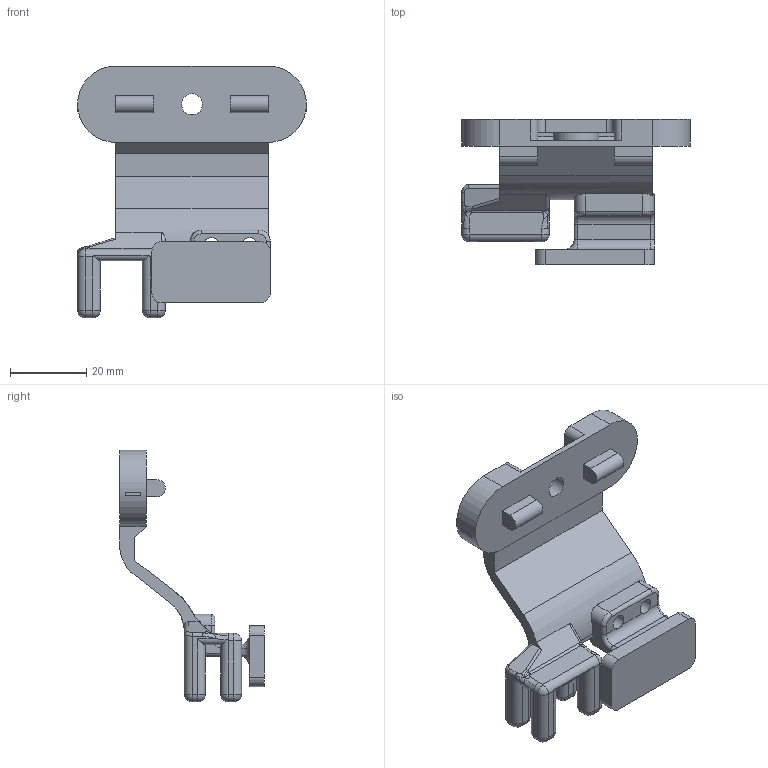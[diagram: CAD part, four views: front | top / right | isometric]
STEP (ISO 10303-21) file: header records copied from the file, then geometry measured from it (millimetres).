
FILE_DESCRIPTION(/* description */ (''),/* implementation_level */ '2;1');
FILE_NAME(/* name */ 'ATC_X_Axis_Belt_Holder_Down v18.step',/* time_stamp */ '2021-01-24T03:16:49+01:00',/* author */ (''),/* organization */ (''),/* preprocessor_version */ 'ST-DEVELOPER v18.1',/* originating_system */ 'Autodesk Translation Framework v9.7.1.1290',/* authorisation */ '');
FILE_SCHEMA (('AUTOMOTIVE_DESIGN { 1 0 10303 214 3 1 1 }'));
Length unit declared in the file: millimetre
Products named in the file (1): ATC_X_Axis_Belt_Holder_Down
Bounding box: 60 x 38 x 66 mm (x, y, z)
Volume: 18338.1 mm3; surface area: 10768.2 mm2
Topology: 1 solids, 1 shells, 204 faces, 516 edges, 314 vertices
Faces by surface type: cylinder 84, plane 74, bspline 21, sphere 18, torus 7
Full cylindrical faces by diameter (mm): 4 x2, 5.5 x1
Entity records: 7778 total; most frequent: CARTESIAN_POINT 2882, ORIENTED_EDGE 1032, DIRECTION 1017, EDGE_CURVE 516, AXIS2_PLACEMENT_3D 375, VERTEX_POINT 314, LINE 267, VECTOR 267
